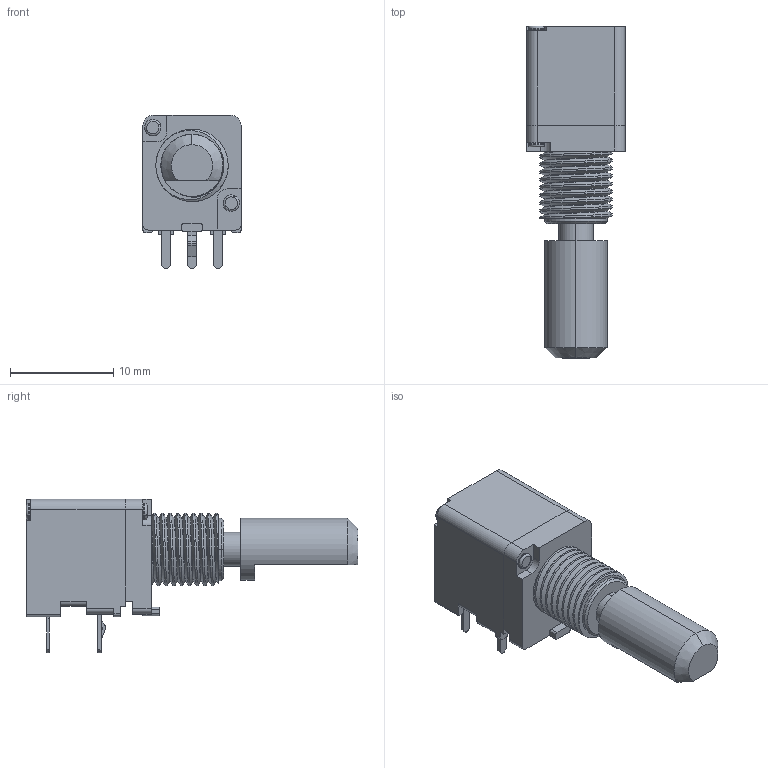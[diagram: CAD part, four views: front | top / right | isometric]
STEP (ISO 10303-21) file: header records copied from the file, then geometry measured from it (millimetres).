
FILE_DESCRIPTION(('FreeCAD Model'),'2;1');
FILE_NAME('SPST_VR.step', '2016-10-31T16:31:09',('Author'),(''), 'Open CASCADE STEP processor 6.8','FreeCAD','Unknown');
FILE_SCHEMA(('AUTOMOTIVE_DESIGN_CC2 { 1 2 10303 214 -1 1 5 4 }'));
Length unit declared in the file: millimetre
Products named in the file (2): ASSEMBLY; SPST_VR
Assembly tree (1 placements, depth 2):
  ASSEMBLY
    SPST_VR
Bounding box: 9.5 x 32.1 x 14.85 mm (x, y, z)
Volume: 1721.8 mm3; surface area: 1276.8 mm2
Topology: 1 solids, 1 shells, 216 faces, 571 edges, 372 vertices
Faces by surface type: plane 113, cylinder 79, torus 16, cone 4, bspline 4
Entity records: 29166 total; most frequent: CARTESIAN_POINT 17127, DIRECTION 1715, ORIENTED_EDGE 1142, PCURVE 1142, DEFINITIONAL_REPRESENTATION 1142, LINE 914, VECTOR 914, EDGE_CURVE 571
